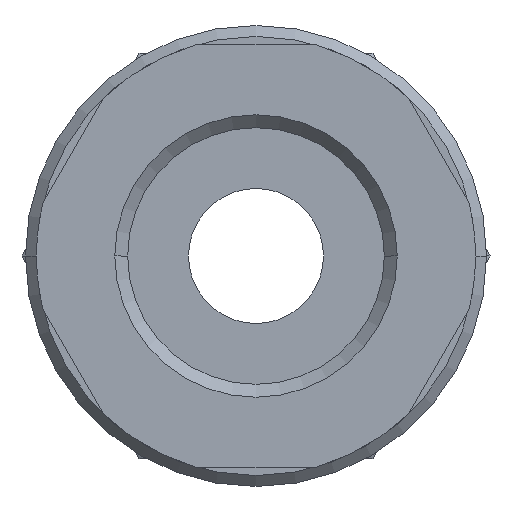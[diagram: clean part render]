
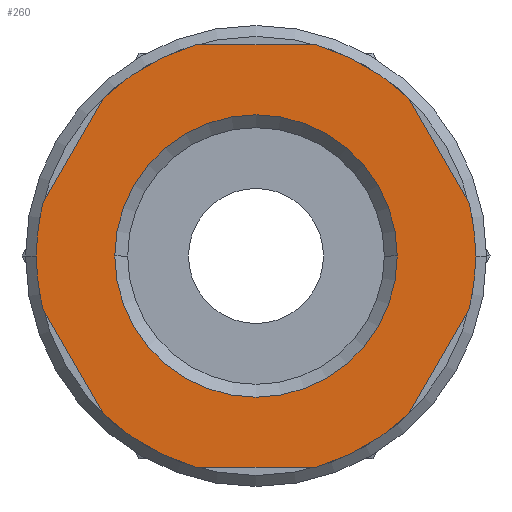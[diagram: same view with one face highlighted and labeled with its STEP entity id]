
A CAD part, front view. The second image highlights one B-rep face of the part: STEP entity #260.
In plain terms, the highlighted planar face has unit normal (0, -1, 0).
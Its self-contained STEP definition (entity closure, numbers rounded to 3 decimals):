
#260=ADVANCED_FACE('',(#530,#531),#532,.T.);
#530=FACE_BOUND('',#799,.T.);
#531=FACE_OUTER_BOUND('',#800,.T.);
#532=PLANE('',#801);
#799=EDGE_LOOP('',(#1451,#1452));
#800=EDGE_LOOP('',(#1453,#1454,#1455,#1456,#1457,#1458,#1459,#1460,#1461,#1462,#1463,#1464,#1465,#1466));
#801=AXIS2_PLACEMENT_3D('',#1467,#1468,#1469);
#1451=ORIENTED_EDGE('',*,*,#1777,.T.);
#1452=ORIENTED_EDGE('',*,*,#1546,.T.);
#1453=ORIENTED_EDGE('',*,*,#1775,.F.);
#1454=ORIENTED_EDGE('',*,*,#1759,.F.);
#1455=ORIENTED_EDGE('',*,*,#1582,.F.);
#1456=ORIENTED_EDGE('',*,*,#1627,.F.);
#1457=ORIENTED_EDGE('',*,*,#1782,.F.);
#1458=ORIENTED_EDGE('',*,*,#1530,.F.);
#1459=ORIENTED_EDGE('',*,*,#1725,.F.);
#1460=ORIENTED_EDGE('',*,*,#1655,.F.);
#1461=ORIENTED_EDGE('',*,*,#1601,.F.);
#1462=ORIENTED_EDGE('',*,*,#1787,.F.);
#1463=ORIENTED_EDGE('',*,*,#1680,.F.);
#1464=ORIENTED_EDGE('',*,*,#1691,.F.);
#1465=ORIENTED_EDGE('',*,*,#1587,.F.);
#1466=ORIENTED_EDGE('',*,*,#1736,.F.);
#1467=CARTESIAN_POINT('',(6.5,0.0,0.0));
#1468=DIRECTION('',(-0.0,-1.0,-0.0));
#1469=DIRECTION('',(-1.0,0.0,0.0));
#1530=EDGE_CURVE('',#1797,#1800,#1801,.T.);
#1546=EDGE_CURVE('',#1823,#1827,#1829,.T.);
#1582=EDGE_CURVE('',#1889,#1891,#1892,.T.);
#1587=EDGE_CURVE('',#1898,#1900,#1901,.T.);
#1601=EDGE_CURVE('',#1920,#1916,#1922,.T.);
#1627=EDGE_CURVE('',#1961,#1889,#1963,.T.);
#1655=EDGE_CURVE('',#1916,#2003,#2004,.T.);
#1680=EDGE_CURVE('',#2034,#2032,#2036,.T.);
#1691=EDGE_CURVE('',#1900,#2034,#2051,.T.);
#1725=EDGE_CURVE('',#2003,#1797,#2091,.T.);
#1736=EDGE_CURVE('',#2103,#1898,#2105,.T.);
#1759=EDGE_CURVE('',#1891,#2135,#2137,.T.);
#1775=EDGE_CURVE('',#2135,#2103,#2153,.T.);
#1777=EDGE_CURVE('',#1827,#1823,#2155,.T.);
#1782=EDGE_CURVE('',#1800,#1961,#2160,.T.);
#1787=EDGE_CURVE('',#2032,#1920,#2165,.T.);
#1797=VERTEX_POINT('',#2175);
#1800=VERTEX_POINT('',#2179);
#1801=CIRCLE('',#2180,13.0);
#1823=VERTEX_POINT('',#2227);
#1827=VERTEX_POINT('',#2232);
#1829=CIRCLE('',#2235,8.36);
#1889=VERTEX_POINT('',#2380);
#1891=VERTEX_POINT('',#2383);
#1892=LINE('',#2384,#2385);
#1898=VERTEX_POINT('',#2393);
#1900=VERTEX_POINT('',#2396);
#1901=CIRCLE('',#2397,13.0);
#1916=VERTEX_POINT('',#2435);
#1920=VERTEX_POINT('',#2440);
#1922=CIRCLE('',#2443,13.0);
#1961=VERTEX_POINT('',#2491);
#1963=CIRCLE('',#2494,13.0);
#2003=VERTEX_POINT('',#2573);
#2004=LINE('',#2574,#2575);
#2032=VERTEX_POINT('',#2622);
#2034=VERTEX_POINT('',#2625);
#2036=CIRCLE('',#2628,13.0);
#2051=LINE('',#2645,#2646);
#2091=CIRCLE('',#2745,13.0);
#2103=VERTEX_POINT('',#2759);
#2105=CIRCLE('',#2762,13.0);
#2135=VERTEX_POINT('',#2829);
#2137=CIRCLE('',#2832,13.0);
#2153=LINE('',#2864,#2865);
#2155=CIRCLE('',#2867,8.36);
#2160=LINE('',#2872,#2873);
#2165=LINE('',#2880,#2881);
#2175=CARTESIAN_POINT('',(13.0,0.0,0.));
#2179=CARTESIAN_POINT('',(12.611,0.0,-3.158));
#2180=AXIS2_PLACEMENT_3D('',#2891,#2892,#2893);
#2227=CARTESIAN_POINT('',(8.36,0.0,0.));
#2232=CARTESIAN_POINT('',(-8.36,0.0,0.));
#2235=AXIS2_PLACEMENT_3D('',#2914,#2915,#2916);
#2380=CARTESIAN_POINT('',(3.571,0.0,-12.5));
#2383=CARTESIAN_POINT('',(-3.571,0.0,-12.5));
#2384=CARTESIAN_POINT('',(3.25,0.0,-12.5));
#2385=VECTOR('',#2959,1.0);
#2393=CARTESIAN_POINT('',(-13.0,0.0,0.));
#2396=CARTESIAN_POINT('',(-12.611,0.0,3.158));
#2397=AXIS2_PLACEMENT_3D('',#2963,#2964,#2965);
#2435=CARTESIAN_POINT('',(9.04,0.0,9.342));
#2440=CARTESIAN_POINT('',(3.571,0.0,12.5));
#2443=AXIS2_PLACEMENT_3D('',#2984,#2985,#2986);
#2491=CARTESIAN_POINT('',(9.04,0.0,-9.342));
#2494=AXIS2_PLACEMENT_3D('',#3030,#3031,#3032);
#2573=CARTESIAN_POINT('',(12.611,0.0,3.158));
#2574=CARTESIAN_POINT('',(11.638,0.0,4.843));
#2575=VECTOR('',#3072,1.0);
#2622=CARTESIAN_POINT('',(-3.571,0.0,12.5));
#2625=CARTESIAN_POINT('',(-9.04,0.0,9.342));
#2628=AXIS2_PLACEMENT_3D('',#3101,#3102,#3103);
#2645=CARTESIAN_POINT('',(-10.013,0.0,7.657));
#2646=VECTOR('',#3118,1.0);
#2745=AXIS2_PLACEMENT_3D('',#3153,#3154,#3155);
#2759=CARTESIAN_POINT('',(-12.611,0.0,-3.158));
#2762=AXIS2_PLACEMENT_3D('',#3168,#3169,#3170);
#2829=CARTESIAN_POINT('',(-9.04,0.0,-9.342));
#2832=AXIS2_PLACEMENT_3D('',#3197,#3198,#3199);
#2864=CARTESIAN_POINT('',(-10.013,0.0,-7.657));
#2865=VECTOR('',#3211,1.0);
#2867=AXIS2_PLACEMENT_3D('',#3212,#3213,#3214);
#2872=CARTESIAN_POINT('',(11.638,0.0,-4.843));
#2873=VECTOR('',#3215,1.0);
#2880=CARTESIAN_POINT('',(3.25,0.0,12.5));
#2881=VECTOR('',#3218,1.0);
#2891=CARTESIAN_POINT('',(0.0,0.0,0.0));
#2892=DIRECTION('',(-0.0,1.0,0.0));
#2893=DIRECTION('',(1.0,0.0,0.0));
#2914=CARTESIAN_POINT('',(0.0,0.0,0.0));
#2915=DIRECTION('',(-0.0,1.0,0.0));
#2916=DIRECTION('',(1.0,0.0,0.0));
#2959=DIRECTION('',(-1.0,0.0,0.0));
#2963=CARTESIAN_POINT('',(0.0,0.0,0.0));
#2964=DIRECTION('',(-0.0,1.0,0.0));
#2965=DIRECTION('',(1.0,0.0,0.0));
#2984=CARTESIAN_POINT('',(0.0,0.0,0.0));
#2985=DIRECTION('',(-0.0,1.0,0.0));
#2986=DIRECTION('',(1.0,0.0,0.0));
#3030=CARTESIAN_POINT('',(0.0,0.0,0.0));
#3031=DIRECTION('',(-0.0,1.0,0.0));
#3032=DIRECTION('',(1.0,0.0,0.0));
#3072=DIRECTION('',(0.5,0.0,-0.866));
#3101=CARTESIAN_POINT('',(0.0,0.0,0.0));
#3102=DIRECTION('',(-0.0,1.0,0.0));
#3103=DIRECTION('',(1.0,0.0,0.0));
#3118=DIRECTION('',(0.5,-0.0,0.866));
#3153=CARTESIAN_POINT('',(0.0,0.0,0.0));
#3154=DIRECTION('',(-0.0,1.0,0.0));
#3155=DIRECTION('',(1.0,0.0,0.0));
#3168=CARTESIAN_POINT('',(0.0,0.0,0.0));
#3169=DIRECTION('',(-0.0,1.0,0.0));
#3170=DIRECTION('',(1.0,0.0,0.0));
#3197=CARTESIAN_POINT('',(0.0,0.0,0.0));
#3198=DIRECTION('',(-0.0,1.0,0.0));
#3199=DIRECTION('',(1.0,0.0,0.0));
#3211=DIRECTION('',(-0.5,0.0,0.866));
#3212=CARTESIAN_POINT('',(0.0,0.0,0.0));
#3213=DIRECTION('',(-0.0,1.0,0.0));
#3214=DIRECTION('',(1.0,0.0,0.0));
#3215=DIRECTION('',(-0.5,0.0,-0.866));
#3218=DIRECTION('',(1.0,-0.0,0.));
